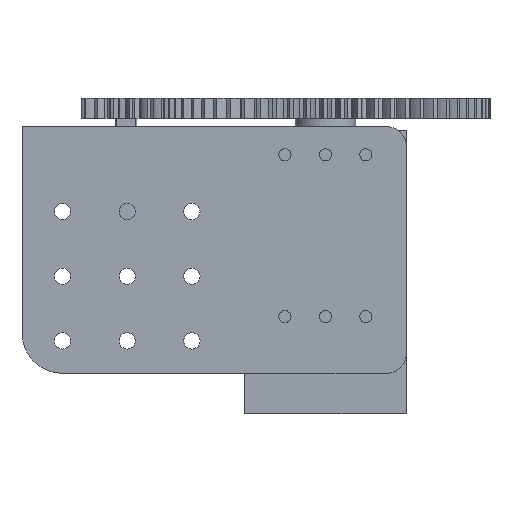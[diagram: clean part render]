
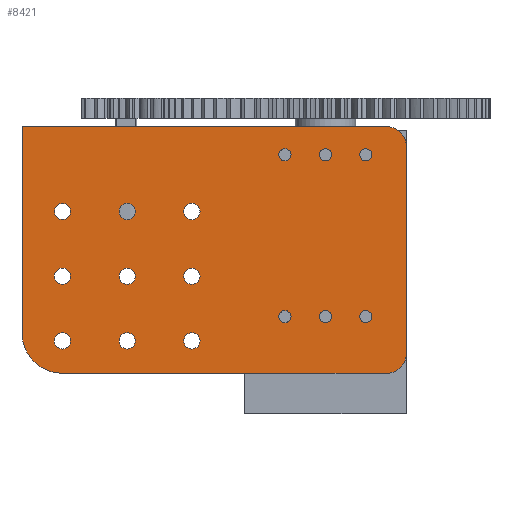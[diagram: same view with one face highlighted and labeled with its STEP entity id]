
A CAD part, front view. The second image highlights one B-rep face of the part: STEP entity #8421.
In plain terms, the highlighted planar face has unit normal (0, -1, 0).
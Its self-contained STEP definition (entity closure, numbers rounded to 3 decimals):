
#916=LINE('',#24115,#1448);
#932=LINE('',#24166,#1464);
#937=LINE('',#24180,#1469);
#942=LINE('',#24225,#1474);
#1448=VECTOR('',#10747,10.);
#1464=VECTOR('',#10787,10.);
#1469=VECTOR('',#10802,10.);
#1474=VECTOR('',#10849,10.);
#1607=PLANE('',#9100);
#1703=FACE_BOUND('',#2642,.T.);
#1704=FACE_BOUND('',#2643,.T.);
#1705=FACE_BOUND('',#2644,.T.);
#1706=FACE_BOUND('',#2645,.T.);
#1707=FACE_BOUND('',#2646,.T.);
#1708=FACE_BOUND('',#2647,.T.);
#1709=FACE_BOUND('',#2648,.T.);
#1710=FACE_BOUND('',#2649,.T.);
#1711=FACE_BOUND('',#2650,.T.);
#1712=FACE_BOUND('',#2651,.T.);
#1713=FACE_BOUND('',#2652,.T.);
#1714=FACE_BOUND('',#2653,.T.);
#1715=FACE_BOUND('',#2654,.T.);
#1716=FACE_BOUND('',#2655,.T.);
#1717=FACE_BOUND('',#2656,.T.);
#2132=FACE_OUTER_BOUND('',#2641,.T.);
#2641=EDGE_LOOP('',(#7505,#7506,#7507,#7508,#7509,#7510,#7511));
#2642=EDGE_LOOP('',(#7512));
#2643=EDGE_LOOP('',(#7513));
#2644=EDGE_LOOP('',(#7514));
#2645=EDGE_LOOP('',(#7515));
#2646=EDGE_LOOP('',(#7516));
#2647=EDGE_LOOP('',(#7517));
#2648=EDGE_LOOP('',(#7518));
#2649=EDGE_LOOP('',(#7519));
#2650=EDGE_LOOP('',(#7520));
#2651=EDGE_LOOP('',(#7521));
#2652=EDGE_LOOP('',(#7522));
#2653=EDGE_LOOP('',(#7523));
#2654=EDGE_LOOP('',(#7524));
#2655=EDGE_LOOP('',(#7525));
#2656=EDGE_LOOP('',(#7526));
#3109=CIRCLE('',#9058,10.);
#3128=CIRCLE('',#9080,5.);
#3129=CIRCLE('',#9083,2.);
#3130=CIRCLE('',#9085,2.);
#3131=CIRCLE('',#9087,2.);
#3132=CIRCLE('',#9089,2.);
#3133=CIRCLE('',#9091,2.);
#3134=CIRCLE('',#9093,2.);
#3135=CIRCLE('',#9095,2.);
#3136=CIRCLE('',#9097,2.);
#3137=CIRCLE('',#9099,2.);
#3138=CIRCLE('',#9101,5.);
#3139=CIRCLE('',#9102,1.5);
#3140=CIRCLE('',#9103,1.5);
#3141=CIRCLE('',#9104,1.5);
#3142=CIRCLE('',#9105,1.5);
#3143=CIRCLE('',#9106,1.5);
#3144=CIRCLE('',#9107,1.5);
#3908=VERTEX_POINT('',#24112);
#3909=VERTEX_POINT('',#24114);
#3932=VERTEX_POINT('',#24164);
#3933=VERTEX_POINT('',#24170);
#3936=VERTEX_POINT('',#24178);
#3954=VERTEX_POINT('',#24219);
#3955=VERTEX_POINT('',#24223);
#3956=VERTEX_POINT('',#24227);
#3957=VERTEX_POINT('',#24230);
#3958=VERTEX_POINT('',#24233);
#3959=VERTEX_POINT('',#24236);
#3960=VERTEX_POINT('',#24239);
#3961=VERTEX_POINT('',#24242);
#3962=VERTEX_POINT('',#24245);
#3963=VERTEX_POINT('',#24248);
#3964=VERTEX_POINT('',#24251);
#3965=VERTEX_POINT('',#24255);
#3966=VERTEX_POINT('',#24257);
#3967=VERTEX_POINT('',#24259);
#3968=VERTEX_POINT('',#24261);
#3969=VERTEX_POINT('',#24263);
#3970=VERTEX_POINT('',#24265);
#5113=EDGE_CURVE('',#3909,#3908,#916,.T.);
#5139=EDGE_CURVE('',#3932,#3908,#932,.F.);
#5141=EDGE_CURVE('',#3933,#3932,#3109,.F.);
#5146=EDGE_CURVE('',#3933,#3936,#937,.T.);
#5166=EDGE_CURVE('',#3954,#3936,#3128,.F.);
#5169=EDGE_CURVE('',#3954,#3955,#942,.T.);
#5170=EDGE_CURVE('',#3956,#3956,#3129,.F.);
#5171=EDGE_CURVE('',#3957,#3957,#3130,.F.);
#5172=EDGE_CURVE('',#3958,#3958,#3131,.F.);
#5173=EDGE_CURVE('',#3959,#3959,#3132,.F.);
#5174=EDGE_CURVE('',#3960,#3960,#3133,.F.);
#5175=EDGE_CURVE('',#3961,#3961,#3134,.F.);
#5176=EDGE_CURVE('',#3962,#3962,#3135,.F.);
#5177=EDGE_CURVE('',#3963,#3963,#3136,.F.);
#5178=EDGE_CURVE('',#3964,#3964,#3137,.F.);
#5179=EDGE_CURVE('',#3909,#3955,#3138,.F.);
#5180=EDGE_CURVE('',#3965,#3965,#3139,.T.);
#5181=EDGE_CURVE('',#3966,#3966,#3140,.T.);
#5182=EDGE_CURVE('',#3967,#3967,#3141,.T.);
#5183=EDGE_CURVE('',#3968,#3968,#3142,.T.);
#5184=EDGE_CURVE('',#3969,#3969,#3143,.T.);
#5185=EDGE_CURVE('',#3970,#3970,#3144,.T.);
#7505=ORIENTED_EDGE('',*,*,#5141,.F.);
#7506=ORIENTED_EDGE('',*,*,#5146,.T.);
#7507=ORIENTED_EDGE('',*,*,#5166,.F.);
#7508=ORIENTED_EDGE('',*,*,#5169,.T.);
#7509=ORIENTED_EDGE('',*,*,#5179,.F.);
#7510=ORIENTED_EDGE('',*,*,#5113,.T.);
#7511=ORIENTED_EDGE('',*,*,#5139,.F.);
#7512=ORIENTED_EDGE('',*,*,#5170,.T.);
#7513=ORIENTED_EDGE('',*,*,#5171,.T.);
#7514=ORIENTED_EDGE('',*,*,#5172,.T.);
#7515=ORIENTED_EDGE('',*,*,#5173,.T.);
#7516=ORIENTED_EDGE('',*,*,#5174,.T.);
#7517=ORIENTED_EDGE('',*,*,#5175,.T.);
#7518=ORIENTED_EDGE('',*,*,#5176,.T.);
#7519=ORIENTED_EDGE('',*,*,#5177,.T.);
#7520=ORIENTED_EDGE('',*,*,#5178,.T.);
#7521=ORIENTED_EDGE('',*,*,#5180,.T.);
#7522=ORIENTED_EDGE('',*,*,#5181,.T.);
#7523=ORIENTED_EDGE('',*,*,#5182,.T.);
#7524=ORIENTED_EDGE('',*,*,#5183,.T.);
#7525=ORIENTED_EDGE('',*,*,#5184,.T.);
#7526=ORIENTED_EDGE('',*,*,#5185,.T.);
#8421=ADVANCED_FACE('',(#2132,#1703,#1704,#1705,#1706,#1707,#1708,#1709,
#1710,#1711,#1712,#1713,#1714,#1715,#1716,#1717),#1607,.T.);
#9058=AXIS2_PLACEMENT_3D('',#24171,#10793,#10794);
#9080=AXIS2_PLACEMENT_3D('',#24220,#10843,#10844);
#9083=AXIS2_PLACEMENT_3D('',#24228,#10852,#10853);
#9085=AXIS2_PLACEMENT_3D('',#24231,#10856,#10857);
#9087=AXIS2_PLACEMENT_3D('',#24234,#10860,#10861);
#9089=AXIS2_PLACEMENT_3D('',#24237,#10864,#10865);
#9091=AXIS2_PLACEMENT_3D('',#24240,#10868,#10869);
#9093=AXIS2_PLACEMENT_3D('',#24243,#10872,#10873);
#9095=AXIS2_PLACEMENT_3D('',#24246,#10876,#10877);
#9097=AXIS2_PLACEMENT_3D('',#24249,#10880,#10881);
#9099=AXIS2_PLACEMENT_3D('',#24252,#10884,#10885);
#9100=AXIS2_PLACEMENT_3D('',#24253,#10886,#10887);
#9101=AXIS2_PLACEMENT_3D('',#24254,#10888,#10889);
#9102=AXIS2_PLACEMENT_3D('',#24256,#10890,#10891);
#9103=AXIS2_PLACEMENT_3D('',#24258,#10892,#10893);
#9104=AXIS2_PLACEMENT_3D('',#24260,#10894,#10895);
#9105=AXIS2_PLACEMENT_3D('',#24262,#10896,#10897);
#9106=AXIS2_PLACEMENT_3D('',#24264,#10898,#10899);
#9107=AXIS2_PLACEMENT_3D('',#24266,#10900,#10901);
#10747=DIRECTION('',(-1.,0.,0.));
#10787=DIRECTION('',(0.,0.,-1.));
#10793=DIRECTION('center_axis',(0.,-1.,0.));
#10794=DIRECTION('ref_axis',(-0.707,0.,-0.707));
#10802=DIRECTION('',(1.,0.,0.));
#10843=DIRECTION('center_axis',(0.,-1.,0.));
#10844=DIRECTION('ref_axis',(0.707,0.,-0.707));
#10849=DIRECTION('',(0.,0.,1.));
#10852=DIRECTION('center_axis',(0.,-1.,0.));
#10853=DIRECTION('ref_axis',(-1.,0.,0.));
#10856=DIRECTION('center_axis',(0.,-1.,0.));
#10857=DIRECTION('ref_axis',(-1.,0.,0.));
#10860=DIRECTION('center_axis',(0.,-1.,0.));
#10861=DIRECTION('ref_axis',(-1.,0.,0.));
#10864=DIRECTION('center_axis',(0.,-1.,0.));
#10865=DIRECTION('ref_axis',(-1.,0.,0.));
#10868=DIRECTION('center_axis',(0.,-1.,0.));
#10869=DIRECTION('ref_axis',(-1.,0.,0.));
#10872=DIRECTION('center_axis',(0.,-1.,0.));
#10873=DIRECTION('ref_axis',(-1.,0.,0.));
#10876=DIRECTION('center_axis',(0.,-1.,0.));
#10877=DIRECTION('ref_axis',(-1.,0.,0.));
#10880=DIRECTION('center_axis',(0.,-1.,0.));
#10881=DIRECTION('ref_axis',(-1.,0.,0.));
#10884=DIRECTION('center_axis',(0.,-1.,0.));
#10885=DIRECTION('ref_axis',(-1.,0.,0.));
#10886=DIRECTION('center_axis',(0.,-1.,0.));
#10887=DIRECTION('ref_axis',(1.,0.,0.));
#10888=DIRECTION('center_axis',(0.,-1.,0.));
#10889=DIRECTION('ref_axis',(0.707,0.,0.707));
#10890=DIRECTION('center_axis',(0.,1.,0.));
#10891=DIRECTION('ref_axis',(1.,0.,0.));
#10892=DIRECTION('center_axis',(0.,1.,0.));
#10893=DIRECTION('ref_axis',(1.,0.,0.));
#10894=DIRECTION('center_axis',(0.,1.,0.));
#10895=DIRECTION('ref_axis',(1.,0.,0.));
#10896=DIRECTION('center_axis',(0.,1.,0.));
#10897=DIRECTION('ref_axis',(1.,0.,0.));
#10898=DIRECTION('center_axis',(0.,1.,0.));
#10899=DIRECTION('ref_axis',(1.,0.,0.));
#10900=DIRECTION('center_axis',(0.,1.,0.));
#10901=DIRECTION('ref_axis',(1.,0.,0.));
#24112=CARTESIAN_POINT('',(-75.,-27.,1.));
#24114=CARTESIAN_POINT('',(15.,-27.,1.));
#24115=CARTESIAN_POINT('',(-22.144,-27.,1.));
#24164=CARTESIAN_POINT('',(-75.,-27.,-50.));
#24166=CARTESIAN_POINT('',(-75.,-27.,-17.5));
#24170=CARTESIAN_POINT('',(-65.,-27.,-60.));
#24171=CARTESIAN_POINT('Origin',(-65.,-27.,-50.));
#24178=CARTESIAN_POINT('',(15.,-27.,-60.));
#24180=CARTESIAN_POINT('',(-51.25,-27.,-60.));
#24219=CARTESIAN_POINT('',(20.,-27.,-55.));
#24220=CARTESIAN_POINT('Origin',(15.,-27.,-55.));
#24223=CARTESIAN_POINT('',(20.,-27.,-4.));
#24225=CARTESIAN_POINT('',(20.,-27.,-45.));
#24227=CARTESIAN_POINT('',(-47.,-27.,-20.));
#24228=CARTESIAN_POINT('Origin',(-49.,-27.,-20.));
#24230=CARTESIAN_POINT('',(-31.,-27.,-52.));
#24231=CARTESIAN_POINT('Origin',(-33.,-27.,-52.));
#24233=CARTESIAN_POINT('',(-47.,-27.,-52.));
#24234=CARTESIAN_POINT('Origin',(-49.,-27.,-52.));
#24236=CARTESIAN_POINT('',(-31.,-27.,-20.));
#24237=CARTESIAN_POINT('Origin',(-33.,-27.,-20.));
#24239=CARTESIAN_POINT('',(-63.,-27.,-36.));
#24240=CARTESIAN_POINT('Origin',(-65.,-27.,-36.));
#24242=CARTESIAN_POINT('',(-31.,-27.,-36.));
#24243=CARTESIAN_POINT('Origin',(-33.,-27.,-36.));
#24245=CARTESIAN_POINT('',(-63.,-27.,-52.));
#24246=CARTESIAN_POINT('Origin',(-65.,-27.,-52.));
#24248=CARTESIAN_POINT('',(-47.,-27.,-36.));
#24249=CARTESIAN_POINT('Origin',(-49.,-27.,-36.));
#24251=CARTESIAN_POINT('',(-63.,-27.,-20.));
#24252=CARTESIAN_POINT('Origin',(-65.,-27.,-20.));
#24253=CARTESIAN_POINT('Origin',(-27.5,-27.,-35.));
#24254=CARTESIAN_POINT('Origin',(15.,-27.,-4.));
#24255=CARTESIAN_POINT('',(-11.5,-27.,-46.));
#24256=CARTESIAN_POINT('Origin',(-10.,-27.,-46.));
#24257=CARTESIAN_POINT('',(-1.5,-27.,-6.));
#24258=CARTESIAN_POINT('Origin',(0.,-27.,-6.));
#24259=CARTESIAN_POINT('',(-11.5,-27.,-6.));
#24260=CARTESIAN_POINT('Origin',(-10.,-27.,-6.));
#24261=CARTESIAN_POINT('',(-1.5,-27.,-46.));
#24262=CARTESIAN_POINT('Origin',(0.,-27.,-46.));
#24263=CARTESIAN_POINT('',(8.5,-27.,-6.));
#24264=CARTESIAN_POINT('Origin',(10.,-27.,-6.));
#24265=CARTESIAN_POINT('',(8.5,-27.,-46.));
#24266=CARTESIAN_POINT('Origin',(10.,-27.,-46.));
